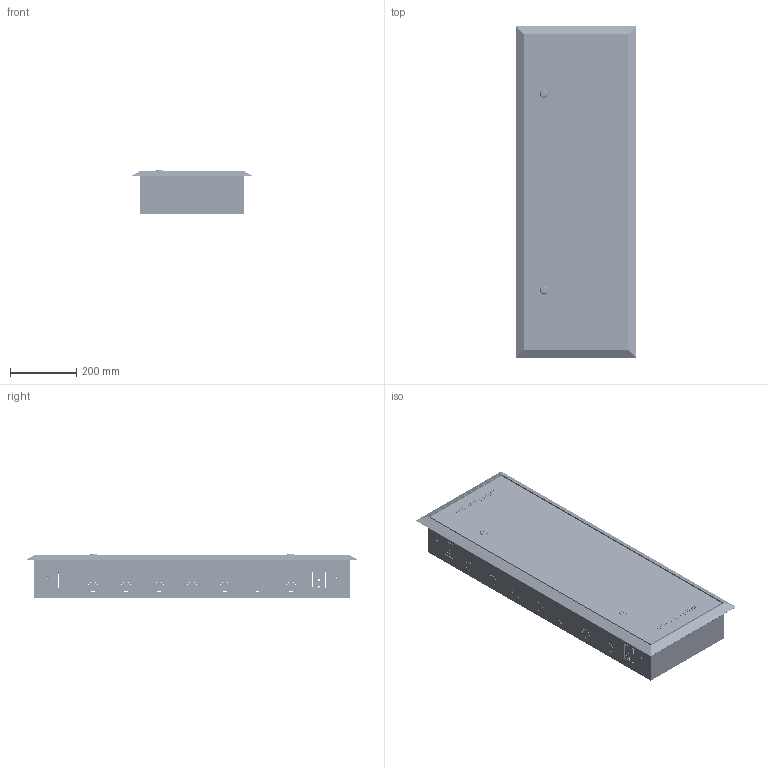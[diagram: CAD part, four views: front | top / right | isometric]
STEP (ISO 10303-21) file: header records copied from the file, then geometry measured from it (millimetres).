
FILE_DESCRIPTION (( 'STEP AP214' ), '1' );
FILE_NAME ('TI5-51-V-1X072-30 TITAN 5 Êîðïóñ êîìáèíèðîâàííûé ÙÐâ-48 (1õ72) áåëûé IEK.STEP', '2024-12-06T13:00:18', ( '' ), ( '' ), 'SwSTEP 2.0', 'SolidWorks 2022', '' );
FILE_SCHEMA (( 'AUTOMOTIVE_DESIGN' ));
Length unit declared in the file: millimetre
Products named in the file (1): TI5-51-V-1X072-30 TITAN 5 Корпус комбинированный ЩРв-48 (1х72) белый IEK
Bounding box: 365.36 x 1005.7 x 134.7 mm (x, y, z)
Volume: 3372275.3 mm3; surface area: 3691038.8 mm2
Topology: 67 solids, 84 shells, 9716 faces, 26879 edges, 17588 vertices
Faces by surface type: plane 5259, cylinder 3084, bspline 567, cone 507, torus 186, sphere 113
Entity records: 481606 total; most frequent: CARTESIAN_POINT 124282, ORIENTED_EDGE 53698, DIRECTION 48840, EDGE_CURVE 26849, VERTEX_POINT 17588, LINE 16738, VECTOR 16738, AXIS2_PLACEMENT_3D 16051
